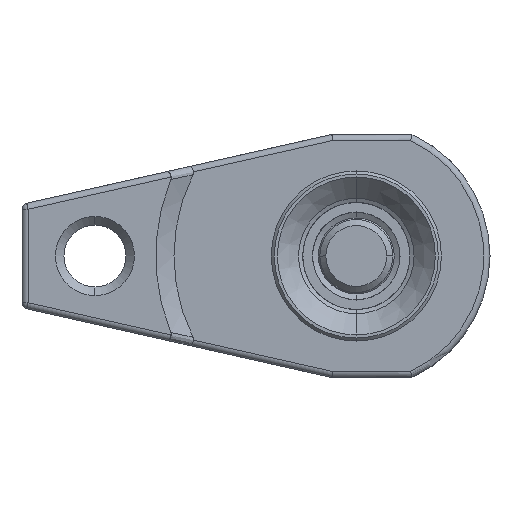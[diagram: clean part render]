
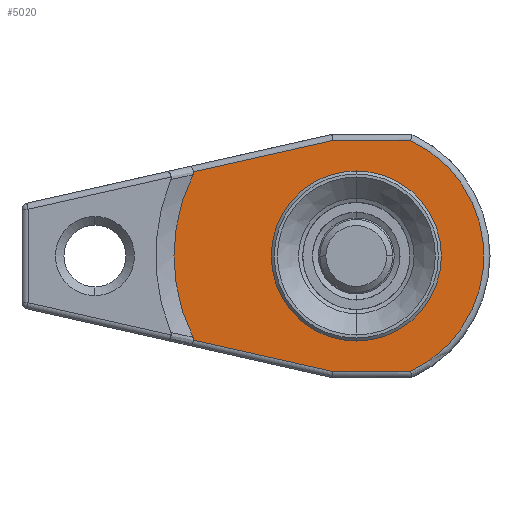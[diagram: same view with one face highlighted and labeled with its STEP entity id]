
A CAD part, front view. The second image highlights one B-rep face of the part: STEP entity #5020.
In plain terms, the highlighted planar face has unit normal (0, -1, 0).
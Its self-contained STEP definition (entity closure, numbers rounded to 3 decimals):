
#80 = LINE ( 'NONE', #2770, #369 ) ;
#132 = EDGE_LOOP ( 'NONE', ( #4598, #5271 ) ) ;
#167 = CARTESIAN_POINT ( 'NONE',  ( 0., 34., -14. ) ) ;
#269 = VERTEX_POINT ( 'NONE', #709 ) ;
#369 = VECTOR ( 'NONE', #696, 1000. ) ;
#454 = CIRCLE ( 'NONE', #796, 14. ) ;
#484 = DIRECTION ( 'NONE',  ( -0.975, 0., -0.22 ) ) ;
#575 = ORIENTED_EDGE ( 'NONE', *, *, #916, .T. ) ;
#696 = DIRECTION ( 'NONE',  ( 1., 0., 0. ) ) ;
#709 = CARTESIAN_POINT ( 'NONE',  ( -3.901, 34., 19. ) ) ;
#792 = ORIENTED_EDGE ( 'NONE', *, *, #3428, .T. ) ;
#796 = AXIS2_PLACEMENT_3D ( 'NONE', #3113, #1813, #1862 ) ;
#907 = DIRECTION ( 'NONE',  ( 0., -1., 0. ) ) ;
#916 = EDGE_CURVE ( 'NONE', #1750, #5298, #5185, .T. ) ;
#1003 = DIRECTION ( 'NONE',  ( 0., -1., 0. ) ) ;
#1054 = FACE_OUTER_BOUND ( 'NONE', #3349, .T. ) ;
#1083 = VERTEX_POINT ( 'NONE', #1304 ) ;
#1243 = VERTEX_POINT ( 'NONE', #4612 ) ;
#1297 = CARTESIAN_POINT ( 'NONE',  ( -26.789, 34., -13.838 ) ) ;
#1304 = CARTESIAN_POINT ( 'NONE',  ( 8.944, 34., 19. ) ) ;
#1463 = CARTESIAN_POINT ( 'NONE',  ( -26.753, 34., 13.677 ) ) ;
#1498 = PLANE ( 'NONE',  #2810 ) ;
#1564 = DIRECTION ( 'NONE',  ( 0., -1., 0. ) ) ;
#1735 = AXIS2_PLACEMENT_3D ( 'NONE', #4926, #1564, #4527 ) ;
#1750 = VERTEX_POINT ( 'NONE', #5263 ) ;
#1785 = ORIENTED_EDGE ( 'NONE', *, *, #3537, .T. ) ;
#1813 = DIRECTION ( 'NONE',  ( 0., -1., 0. ) ) ;
#1848 = CARTESIAN_POINT ( 'NONE',  ( 30., 34., 0. ) ) ;
#1862 = DIRECTION ( 'NONE',  ( 0., 0., -1. ) ) ;
#1865 = CARTESIAN_POINT ( 'NONE',  ( -26.789, 34., 13.838 ) ) ;
#1953 = EDGE_CURVE ( 'NONE', #3089, #2775, #454, .T. ) ;
#2251 = LINE ( 'NONE', #3867, #4627 ) ;
#2284 = EDGE_CURVE ( 'NONE', #269, #1750, #5231, .T. ) ;
#2483 = EDGE_CURVE ( 'NONE', #2775, #3089, #3947, .T. ) ;
#2542 = CARTESIAN_POINT ( 'NONE',  ( -26.859, 34., 13.364 ) ) ;
#2703 = CARTESIAN_POINT ( 'NONE',  ( 0., 34., 0. ) ) ;
#2770 = CARTESIAN_POINT ( 'NONE',  ( 30., 34., -19. ) ) ;
#2775 = VERTEX_POINT ( 'NONE', #4464 ) ;
#2810 = AXIS2_PLACEMENT_3D ( 'NONE', #1848, #1003, #3102 ) ;
#2823 = CARTESIAN_POINT ( 'NONE',  ( 24.281, 34., -25.356 ) ) ;
#2855 = EDGE_CURVE ( 'NONE', #1243, #1083, #3173, .T. ) ;
#2902 = CARTESIAN_POINT ( 'NONE',  ( -26.859, 34., -13.364 ) ) ;
#2932 = CARTESIAN_POINT ( 'NONE',  ( 0., 34., 0. ) ) ;
#3089 = VERTEX_POINT ( 'NONE', #167 ) ;
#3091 = CARTESIAN_POINT ( 'NONE',  ( -26.786, 34., 13.511 ) ) ;
#3092 = VECTOR ( 'NONE', #484, 1000. ) ;
#3102 = DIRECTION ( 'NONE',  ( 0., 0., -1. ) ) ;
#3113 = CARTESIAN_POINT ( 'NONE',  ( 0., 34., 0. ) ) ;
#3128 = DIRECTION ( 'NONE',  ( 0., -1., 0. ) ) ;
#3173 = CIRCLE ( 'NONE', #4041, 21. ) ;
#3198 = CARTESIAN_POINT ( 'NONE',  ( -3.901, 34., -19. ) ) ;
#3247 = ORIENTED_EDGE ( 'NONE', *, *, #2284, .T. ) ;
#3298 = CARTESIAN_POINT ( 'NONE',  ( -26.753, 34., -13.677 ) ) ;
#3330 = CARTESIAN_POINT ( 'NONE',  ( -26.859, 34., -13.364 ) ) ;
#3349 = EDGE_LOOP ( 'NONE', ( #4379, #5069, #1785, #3558, #5142, #3247, #575, #792 ) ) ;
#3402 = VERTEX_POINT ( 'NONE', #2902 ) ;
#3405 = CARTESIAN_POINT ( 'NONE',  ( -26.786, 34., -13.511 ) ) ;
#3428 = EDGE_CURVE ( 'NONE', #5298, #3402, #4569, .T. ) ;
#3537 = EDGE_CURVE ( 'NONE', #3955, #1243, #80, .T. ) ;
#3542 = FACE_BOUND ( 'NONE', #132, .T. ) ;
#3558 = ORIENTED_EDGE ( 'NONE', *, *, #2855, .T. ) ;
#3864 = EDGE_CURVE ( 'NONE', #4859, #3955, #4536, .T. ) ;
#3867 = CARTESIAN_POINT ( 'NONE',  ( 30., 34., 19. ) ) ;
#3947 = CIRCLE ( 'NONE', #4647, 14. ) ;
#3955 = VERTEX_POINT ( 'NONE', #3198 ) ;
#4041 = AXIS2_PLACEMENT_3D ( 'NONE', #2703, #3128, #4356 ) ;
#4356 = DIRECTION ( 'NONE',  ( 0., 0., -1. ) ) ;
#4379 = ORIENTED_EDGE ( 'NONE', *, *, #5289, .T. ) ;
#4464 = CARTESIAN_POINT ( 'NONE',  ( 0., 34., 14. ) ) ;
#4527 = DIRECTION ( 'NONE',  ( 0., 0., -1. ) ) ;
#4536 = LINE ( 'NONE', #2823, #5218 ) ;
#4569 = CIRCLE ( 'NONE', #1735, 30. ) ;
#4598 = ORIENTED_EDGE ( 'NONE', *, *, #1953, .F. ) ;
#4612 = CARTESIAN_POINT ( 'NONE',  ( 8.944, 34., -19. ) ) ;
#4627 = VECTOR ( 'NONE', #5136, 1000. ) ;
#4647 = AXIS2_PLACEMENT_3D ( 'NONE', #2932, #907, #5065 ) ;
#4742 = CARTESIAN_POINT ( 'NONE',  ( -26.859, 34., 13.364 ) ) ;
#4842 = CARTESIAN_POINT ( 'NONE',  ( 24.281, 34., 25.356 ) ) ;
#4846 = DIRECTION ( 'NONE',  ( 0.975, 0., -0.22 ) ) ;
#4859 = VERTEX_POINT ( 'NONE', #1297 ) ;
#4926 = CARTESIAN_POINT ( 'NONE',  ( 0., 34., 0. ) ) ;
#4943 = CARTESIAN_POINT ( 'NONE',  ( -26.789, 34., -13.838 ) ) ;
#5020 = ADVANCED_FACE ( 'NONE', ( #3542, #1054 ), #1498, .T. ) ;
#5031 = EDGE_CURVE ( 'NONE', #1083, #269, #2251, .T. ) ;
#5065 = DIRECTION ( 'NONE',  ( 0., 0., -1. ) ) ;
#5069 = ORIENTED_EDGE ( 'NONE', *, *, #3864, .T. ) ;
#5136 = DIRECTION ( 'NONE',  ( -1., 0., 0. ) ) ;
#5142 = ORIENTED_EDGE ( 'NONE', *, *, #5031, .T. ) ;
#5185 = B_SPLINE_CURVE_WITH_KNOTS ( 'NONE', 3,
 ( #1865, #1463, #3091, #4742 ),
 .UNSPECIFIED., .F., .F.,
 ( 4, 4 ),
 ( 0., 0. ),
 .UNSPECIFIED. ) ;
#5203 = B_SPLINE_CURVE_WITH_KNOTS ( 'NONE', 3,
 ( #3330, #3405, #3298, #4943 ),
 .UNSPECIFIED., .F., .F.,
 ( 4, 4 ),
 ( 0., 0. ),
 .UNSPECIFIED. ) ;
#5218 = VECTOR ( 'NONE', #4846, 1000. ) ;
#5231 = LINE ( 'NONE', #4842, #3092 ) ;
#5263 = CARTESIAN_POINT ( 'NONE',  ( -26.789, 34., 13.838 ) ) ;
#5271 = ORIENTED_EDGE ( 'NONE', *, *, #2483, .F. ) ;
#5289 = EDGE_CURVE ( 'NONE', #3402, #4859, #5203, .T. ) ;
#5298 = VERTEX_POINT ( 'NONE', #2542 ) ;
